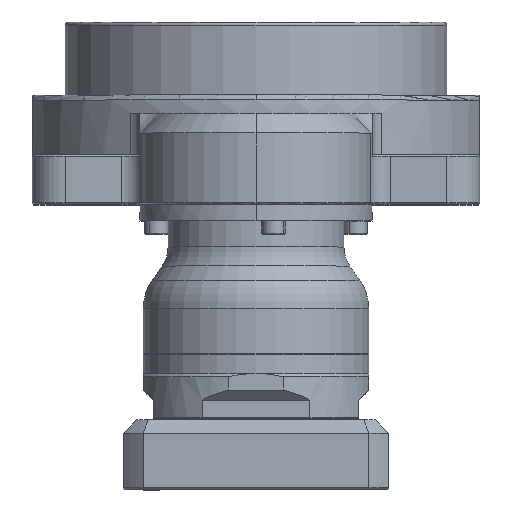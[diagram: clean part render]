
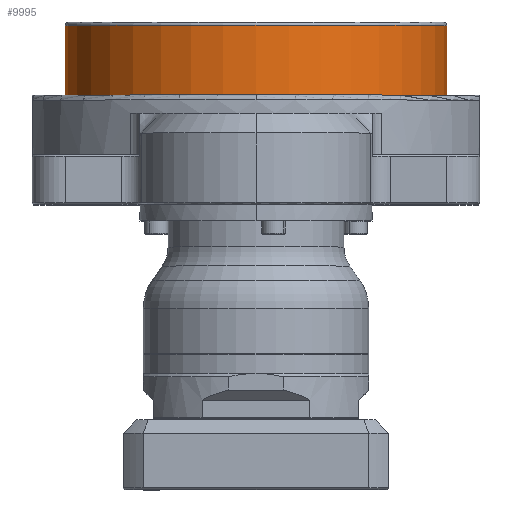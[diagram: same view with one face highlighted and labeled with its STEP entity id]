
A CAD part, top view. The second image highlights one B-rep face of the part: STEP entity #9995.
In plain terms, the highlighted cylindrical face has radius 57.5 mm (diameter 115 mm), a partial arc.
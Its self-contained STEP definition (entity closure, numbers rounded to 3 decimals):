
#153 = EDGE_CURVE ( 'NONE', #15976, #18934, #18872, .T. ) ;
#382 = EDGE_LOOP ( 'NONE', ( #26726, #2654, #8107, #25908 ) ) ;
#392 = CYLINDRICAL_SURFACE ( 'NONE', #21818, 57.5 ) ;
#556 = LINE ( 'NONE', #25293, #23226 ) ;
#934 = FACE_OUTER_BOUND ( 'NONE', #382, .T. ) ;
#2192 = AXIS2_PLACEMENT_3D ( 'NONE', #23983, #11244, #5156 ) ;
#2654 = ORIENTED_EDGE ( 'NONE', *, *, #153, .F. ) ;
#5156 = DIRECTION ( 'NONE',  ( -1., 0., 0. ) ) ;
#5444 = DIRECTION ( 'NONE',  ( 0., 1., 0. ) ) ;
#6993 = CARTESIAN_POINT ( 'NONE',  ( 0., 43., 0. ) ) ;
#8107 = ORIENTED_EDGE ( 'NONE', *, *, #9501, .T. ) ;
#8772 = DIRECTION ( 'NONE',  ( 0., 1., 0. ) ) ;
#9501 = EDGE_CURVE ( 'NONE', #15976, #20088, #26454, .T. ) ;
#9995 = ADVANCED_FACE ( 'NONE', ( #934 ), #392, .T. ) ;
#11244 = DIRECTION ( 'NONE',  ( 0., -1., 0. ) ) ;
#11705 = DIRECTION ( 'NONE',  ( 0., 1., 0. ) ) ;
#12341 = CARTESIAN_POINT ( 'NONE',  ( 0., 33., 0. ) ) ;
#12752 = DIRECTION ( 'NONE',  ( -1., 0., 0. ) ) ;
#14769 = CARTESIAN_POINT ( 'NONE',  ( 57.5, 54., 0. ) ) ;
#15780 = AXIS2_PLACEMENT_3D ( 'NONE', #12341, #27122, #12752 ) ;
#15976 = VERTEX_POINT ( 'NONE', #16932 ) ;
#16773 = EDGE_CURVE ( 'NONE', #18934, #25420, #556, .T. ) ;
#16932 = CARTESIAN_POINT ( 'NONE',  ( 57.5, 33., 0. ) ) ;
#17187 = CIRCLE ( 'NONE', #2192, 57.5 ) ;
#18872 = CIRCLE ( 'NONE', #15780, 57.5 ) ;
#18934 = VERTEX_POINT ( 'NONE', #21917 ) ;
#20088 = VERTEX_POINT ( 'NONE', #14769 ) ;
#21508 = DIRECTION ( 'NONE',  ( 1., 0., 0. ) ) ;
#21818 = AXIS2_PLACEMENT_3D ( 'NONE', #6993, #8772, #21508 ) ;
#21917 = CARTESIAN_POINT ( 'NONE',  ( -57.5, 33., 0. ) ) ;
#22026 = EDGE_CURVE ( 'NONE', #20088, #25420, #17187, .T. ) ;
#22283 = VECTOR ( 'NONE', #5444, 1000. ) ;
#23226 = VECTOR ( 'NONE', #11705, 1000. ) ;
#23983 = CARTESIAN_POINT ( 'NONE',  ( 0., 54., 0. ) ) ;
#24390 = CARTESIAN_POINT ( 'NONE',  ( 57.5, 43., 0. ) ) ;
#25293 = CARTESIAN_POINT ( 'NONE',  ( -57.5, 43., 0. ) ) ;
#25420 = VERTEX_POINT ( 'NONE', #26227 ) ;
#25908 = ORIENTED_EDGE ( 'NONE', *, *, #22026, .T. ) ;
#26227 = CARTESIAN_POINT ( 'NONE',  ( -57.5, 54., 0. ) ) ;
#26454 = LINE ( 'NONE', #24390, #22283 ) ;
#26726 = ORIENTED_EDGE ( 'NONE', *, *, #16773, .F. ) ;
#27122 = DIRECTION ( 'NONE',  ( 0., -1., 0. ) ) ;
